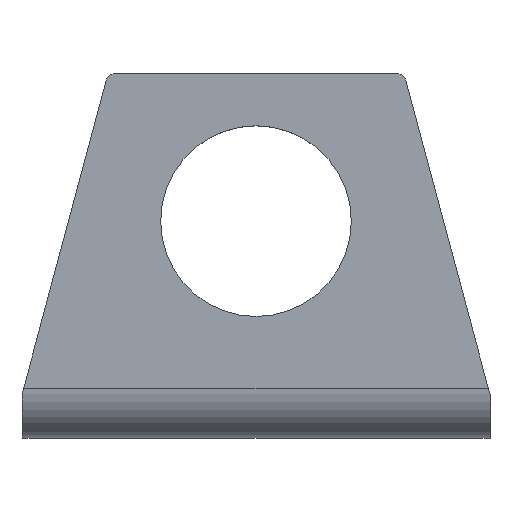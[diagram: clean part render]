
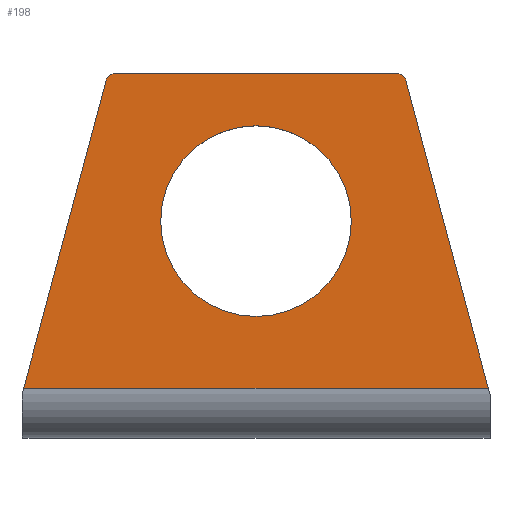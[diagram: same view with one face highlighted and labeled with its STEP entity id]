
A CAD part, top view. The second image highlights one B-rep face of the part: STEP entity #198.
In plain terms, the highlighted planar face has unit normal (0, 0, 1).
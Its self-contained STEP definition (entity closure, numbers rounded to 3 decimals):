
#48 = EDGE_CURVE ( 'NONE', #303, #80, #316, .T. ) ;
#52 = EDGE_CURVE ( 'NONE', #109, #211, #310, .T. ) ;
#53 = EDGE_CURVE ( 'NONE', #54, #109, #413, .T. ) ;
#54 = VERTEX_POINT ( 'NONE', #418 ) ;
#58 = VERTEX_POINT ( 'NONE', #332 ) ;
#76 = ORIENTED_EDGE ( 'NONE', *, *, #52, .T. ) ;
#80 = VERTEX_POINT ( 'NONE', #255 ) ;
#109 = VERTEX_POINT ( 'NONE', #550 ) ;
#113 = EDGE_LOOP ( 'NONE', ( #114, #76, #175, #168, #169, #167 ) ) ;
#114 = ORIENTED_EDGE ( 'NONE', *, *, #53, .T. ) ;
#133 = FACE_OUTER_BOUND ( 'NONE', #113, .T. ) ;
#163 = EDGE_LOOP ( 'NONE', ( #228, #229 ) ) ;
#164 = EDGE_CURVE ( 'NONE', #166, #54, #476, .T. ) ;
#166 = VERTEX_POINT ( 'NONE', #579 ) ;
#167 = ORIENTED_EDGE ( 'NONE', *, *, #164, .T. ) ;
#168 = ORIENTED_EDGE ( 'NONE', *, *, #239, .T. ) ;
#169 = ORIENTED_EDGE ( 'NONE', *, *, #235, .T. ) ;
#170 = EDGE_CURVE ( 'NONE', #80, #303, #578, .T. ) ;
#175 = ORIENTED_EDGE ( 'NONE', *, *, #234, .T. ) ;
#198 = ADVANCED_FACE ( 'NONE', ( #133, #393 ), #745, .F. ) ;
#211 = VERTEX_POINT ( 'NONE', #749 ) ;
#228 = ORIENTED_EDGE ( 'NONE', *, *, #170, .F. ) ;
#229 = ORIENTED_EDGE ( 'NONE', *, *, #48, .F. ) ;
#234 = EDGE_CURVE ( 'NONE', #211, #240, #726, .T. ) ;
#235 = EDGE_CURVE ( 'NONE', #58, #166, #720, .T. ) ;
#239 = EDGE_CURVE ( 'NONE', #240, #58, #717, .T. ) ;
#240 = VERTEX_POINT ( 'NONE', #712 ) ;
#255 = CARTESIAN_POINT ( 'NONE',  ( 11., 25., 0. ) ) ;
#303 = VERTEX_POINT ( 'NONE', #669 ) ;
#309 = CARTESIAN_POINT ( 'NONE',  ( -27., 5.737, 0. ) ) ;
#310 = LINE ( 'NONE', #309, #442 ) ;
#316 = CIRCLE ( 'NONE', #319, 11. ) ;
#319 = AXIS2_PLACEMENT_3D ( 'NONE', #439, #438, #437 ) ;
#332 = CARTESIAN_POINT ( 'NONE',  ( 16.319, 42., 0. ) ) ;
#393 = FACE_BOUND ( 'NONE', #163, .T. ) ;
#410 = DIRECTION ( 'NONE',  ( -0.259, -0.966, 0. ) ) ;
#411 = VECTOR ( 'NONE', #410, 1000. ) ;
#412 = CARTESIAN_POINT ( 'NONE',  ( -27., 5., 0. ) ) ;
#413 = LINE ( 'NONE', #412, #411 ) ;
#415 = DIRECTION ( 'NONE',  ( 1., 0., 0. ) ) ;
#418 = CARTESIAN_POINT ( 'NONE',  ( -17.284, 41.259, 0. ) ) ;
#437 = DIRECTION ( 'NONE',  ( 1., 0., 0. ) ) ;
#438 = DIRECTION ( 'NONE',  ( 0., 0., 1. ) ) ;
#439 = CARTESIAN_POINT ( 'NONE',  ( 0., 25., 0. ) ) ;
#442 = VECTOR ( 'NONE', #415, 1000. ) ;
#476 = CIRCLE ( 'NONE', #595, 1. ) ;
#545 = DIRECTION ( 'NONE',  ( 1., 0., 0. ) ) ;
#546 = DIRECTION ( 'NONE',  ( 0., 0., 1. ) ) ;
#547 = CARTESIAN_POINT ( 'NONE',  ( 0., 25., 0. ) ) ;
#550 = CARTESIAN_POINT ( 'NONE',  ( -26.803, 5.737, 0. ) ) ;
#574 = AXIS2_PLACEMENT_3D ( 'NONE', #547, #546, #545 ) ;
#578 = CIRCLE ( 'NONE', #574, 11. ) ;
#579 = CARTESIAN_POINT ( 'NONE',  ( -16.319, 42., 0. ) ) ;
#583 = DIRECTION ( 'NONE',  ( 0., 0., 1. ) ) ;
#588 = CARTESIAN_POINT ( 'NONE',  ( -16.319, 41., 0. ) ) ;
#591 = DIRECTION ( 'NONE',  ( 1., 0., 0. ) ) ;
#595 = AXIS2_PLACEMENT_3D ( 'NONE', #588, #583, #591 ) ;
#669 = CARTESIAN_POINT ( 'NONE',  ( -11., 25., 0. ) ) ;
#676 = DIRECTION ( 'NONE',  ( 1., 0., 0. ) ) ;
#680 = DIRECTION ( 'NONE',  ( 0., 0., 1. ) ) ;
#712 = CARTESIAN_POINT ( 'NONE',  ( 17.284, 41.259, 0. ) ) ;
#713 = DIRECTION ( 'NONE',  ( -1., 0., 0. ) ) ;
#714 = VECTOR ( 'NONE', #713, 1000. ) ;
#715 = CARTESIAN_POINT ( 'NONE',  ( -16.319, 42., 0. ) ) ;
#716 = CARTESIAN_POINT ( 'NONE',  ( 16.319, 41., 0. ) ) ;
#717 = CIRCLE ( 'NONE', #732, 1. ) ;
#718 = DIRECTION ( 'NONE',  ( -0.259, 0.966, 0. ) ) ;
#719 = VECTOR ( 'NONE', #718, 1000. ) ;
#720 = LINE ( 'NONE', #715, #714 ) ;
#725 = CARTESIAN_POINT ( 'NONE',  ( 17.284, 41.259, 0. ) ) ;
#726 = LINE ( 'NONE', #725, #719 ) ;
#732 = AXIS2_PLACEMENT_3D ( 'NONE', #716, #680, #676 ) ;
#743 = CARTESIAN_POINT ( 'NONE',  ( -27., 5., 0. ) ) ;
#744 = AXIS2_PLACEMENT_3D ( 'NONE', #743, #747, #746 ) ;
#745 = PLANE ( 'NONE',  #744 ) ;
#746 = DIRECTION ( 'NONE',  ( -1., 0., 0. ) ) ;
#747 = DIRECTION ( 'NONE',  ( 0., 0., -1. ) ) ;
#749 = CARTESIAN_POINT ( 'NONE',  ( 26.803, 5.737, 0. ) ) ;
